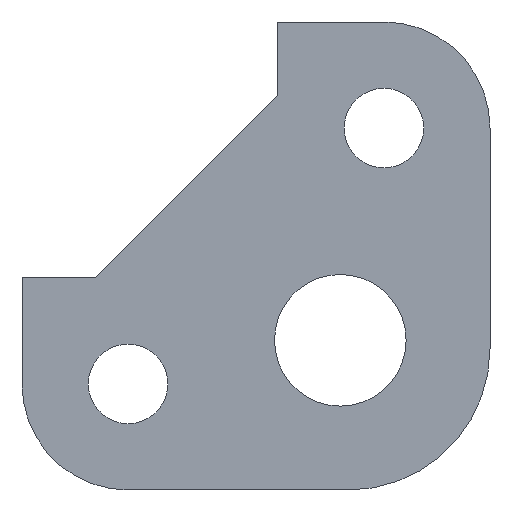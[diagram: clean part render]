
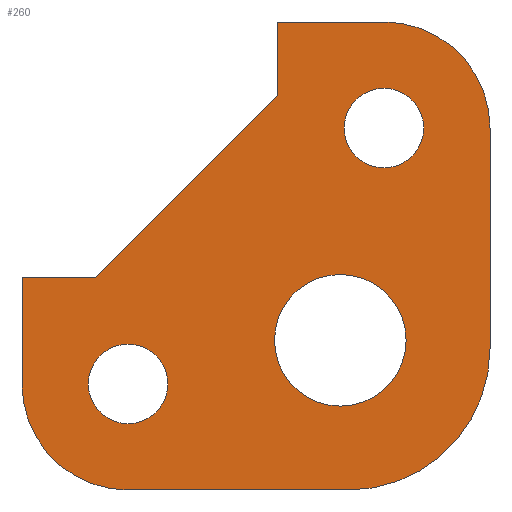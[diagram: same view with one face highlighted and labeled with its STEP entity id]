
A CAD part, front view. The second image highlights one B-rep face of the part: STEP entity #260.
In plain terms, the highlighted planar face has unit normal (0, -1, 0).
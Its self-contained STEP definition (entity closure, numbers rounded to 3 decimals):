
#3 = DIRECTION ( 'NONE',  ( 0., 0., -1. ) ) ;
#6 = AXIS2_PLACEMENT_3D ( 'NONE', #304, #356, #3 ) ;
#7 = DIRECTION ( 'NONE',  ( 0., 0., -1. ) ) ;
#10 = EDGE_CURVE ( 'NONE', #440, #247, #340, .T. ) ;
#12 = CIRCLE ( 'NONE', #6, 2.25 ) ;
#15 = VERTEX_POINT ( 'NONE', #436 ) ;
#17 = CARTESIAN_POINT ( 'NONE',  ( 4.321, 0., -8.041 ) ) ;
#24 = EDGE_CURVE ( 'NONE', #443, #490, #322, .T. ) ;
#47 = DIRECTION ( 'NONE',  ( 0., 0., -1. ) ) ;
#48 = VERTEX_POINT ( 'NONE', #333 ) ;
#51 = CARTESIAN_POINT ( 'NONE',  ( 6.786, 0., 13.679 ) ) ;
#52 = CARTESIAN_POINT ( 'NONE',  ( 6.786, 0., 7.679 ) ) ;
#57 = LINE ( 'NONE', #301, #648 ) ;
#72 = CIRCLE ( 'NONE', #325, 3.72 ) ;
#75 = ORIENTED_EDGE ( 'NONE', *, *, #400, .F. ) ;
#95 = DIRECTION ( 'NONE',  ( 0.707, 0., 0.707 ) ) ;
#98 = EDGE_CURVE ( 'NONE', #48, #387, #593, .T. ) ;
#104 = VERTEX_POINT ( 'NONE', #215 ) ;
#113 = ORIENTED_EDGE ( 'NONE', *, *, #10, .F. ) ;
#117 = CARTESIAN_POINT ( 'NONE',  ( 6.786, 0., 7.679 ) ) ;
#125 = CARTESIAN_POINT ( 'NONE',  ( 6.786, 0., 13.679 ) ) ;
#138 = ORIENTED_EDGE ( 'NONE', *, *, #192, .F. ) ;
#147 = VERTEX_POINT ( 'NONE', #674 ) ;
#161 = CIRCLE ( 'NONE', #678, 6. ) ;
#169 = DIRECTION ( 'NONE',  ( 0., 0., -1. ) ) ;
#171 = CARTESIAN_POINT ( 'NONE',  ( 4.321, 0., -0.601 ) ) ;
#181 = EDGE_CURVE ( 'NONE', #697, #462, #374, .T. ) ;
#183 = DIRECTION ( 'NONE',  ( -1., 0., 0. ) ) ;
#192 = EDGE_CURVE ( 'NONE', #490, #443, #72, .T. ) ;
#198 = AXIS2_PLACEMENT_3D ( 'NONE', #117, #414, #169 ) ;
#215 = CARTESIAN_POINT ( 'NONE',  ( 6.786, 0., 5.429 ) ) ;
#217 = CIRCLE ( 'NONE', #529, 2.25 ) ;
#224 = DIRECTION ( 'NONE',  ( 0., -1., 0. ) ) ;
#234 = DIRECTION ( 'NONE',  ( 1., 0., 0. ) ) ;
#237 = DIRECTION ( 'NONE',  ( 0., 1., 0. ) ) ;
#239 = FACE_BOUND ( 'NONE', #367, .T. ) ;
#243 = CARTESIAN_POINT ( 'NONE',  ( 0.786, 0., 9.514 ) ) ;
#246 = LINE ( 'NONE', #712, #719 ) ;
#247 = VERTEX_POINT ( 'NONE', #687 ) ;
#249 = VERTEX_POINT ( 'NONE', #743 ) ;
#250 = AXIS2_PLACEMENT_3D ( 'NONE', #725, #381, #492 ) ;
#251 = CARTESIAN_POINT ( 'NONE',  ( 4.786, 0., -12.786 ) ) ;
#256 = FACE_BOUND ( 'NONE', #527, .T. ) ;
#259 = EDGE_CURVE ( 'NONE', #463, #283, #638, .T. ) ;
#260 = ADVANCED_FACE ( 'NONE', ( #585, #256, #239, #432 ), #630, .T. ) ;
#263 = DIRECTION ( 'NONE',  ( 0., 0., -1. ) ) ;
#271 = LINE ( 'NONE', #125, #353 ) ;
#276 = EDGE_CURVE ( 'NONE', #104, #661, #355, .T. ) ;
#277 = CARTESIAN_POINT ( 'NONE',  ( -7.679, 0., -6.786 ) ) ;
#283 = VERTEX_POINT ( 'NONE', #707 ) ;
#284 = ORIENTED_EDGE ( 'NONE', *, *, #319, .F. ) ;
#288 = AXIS2_PLACEMENT_3D ( 'NONE', #572, #452, #263 ) ;
#291 = DIRECTION ( 'NONE',  ( 0., 0., -1. ) ) ;
#301 = CARTESIAN_POINT ( 'NONE',  ( 0.786, 0., 9.514 ) ) ;
#302 = EDGE_CURVE ( 'NONE', #661, #104, #217, .T. ) ;
#304 = CARTESIAN_POINT ( 'NONE',  ( -7.679, 0., -6.786 ) ) ;
#319 = EDGE_CURVE ( 'NONE', #387, #147, #57, .T. ) ;
#322 = CIRCLE ( 'NONE', #288, 3.72 ) ;
#324 = ORIENTED_EDGE ( 'NONE', *, *, #276, .F. ) ;
#325 = AXIS2_PLACEMENT_3D ( 'NONE', #344, #409, #47 ) ;
#328 = VECTOR ( 'NONE', #95, 1000. ) ;
#333 = CARTESIAN_POINT ( 'NONE',  ( -9.514, 0., -0.786 ) ) ;
#335 = EDGE_CURVE ( 'NONE', #249, #463, #161, .T. ) ;
#340 = CIRCLE ( 'NONE', #250, 6. ) ;
#341 = CARTESIAN_POINT ( 'NONE',  ( -13.679, 0., -6.786 ) ) ;
#344 = CARTESIAN_POINT ( 'NONE',  ( 4.321, 0., -4.321 ) ) ;
#351 = CARTESIAN_POINT ( 'NONE',  ( -13.679, 0., -0.786 ) ) ;
#353 = VECTOR ( 'NONE', #456, 1000. ) ;
#354 = EDGE_CURVE ( 'NONE', #15, #547, #495, .T. ) ;
#355 = CIRCLE ( 'NONE', #198, 2.25 ) ;
#356 = DIRECTION ( 'NONE',  ( 0., -1., 0. ) ) ;
#359 = CARTESIAN_POINT ( 'NONE',  ( -13.679, 0., -6.786 ) ) ;
#360 = AXIS2_PLACEMENT_3D ( 'NONE', #531, #475, #702 ) ;
#366 = EDGE_LOOP ( 'NONE', ( #586, #526, #517, #708, #539, #75, #113, #715, #284, #482 ) ) ;
#367 = EDGE_LOOP ( 'NONE', ( #422, #324 ) ) ;
#371 = CARTESIAN_POINT ( 'NONE',  ( -7.679, 0., -4.536 ) ) ;
#374 = CIRCLE ( 'NONE', #706, 2.25 ) ;
#376 = EDGE_CURVE ( 'NONE', #462, #697, #12, .T. ) ;
#381 = DIRECTION ( 'NONE',  ( 0., 1., 0. ) ) ;
#387 = VERTEX_POINT ( 'NONE', #243 ) ;
#389 = ORIENTED_EDGE ( 'NONE', *, *, #24, .F. ) ;
#400 = EDGE_CURVE ( 'NONE', #247, #15, #246, .T. ) ;
#409 = DIRECTION ( 'NONE',  ( 0., -1., 0. ) ) ;
#414 = DIRECTION ( 'NONE',  ( 0., -1., 0. ) ) ;
#418 = CARTESIAN_POINT ( 'NONE',  ( -7.679, 0., -6.786 ) ) ;
#422 = ORIENTED_EDGE ( 'NONE', *, *, #302, .F. ) ;
#432 = FACE_OUTER_BOUND ( 'NONE', #366, .T. ) ;
#436 = CARTESIAN_POINT ( 'NONE',  ( 12.786, 0., -4.786 ) ) ;
#440 = VERTEX_POINT ( 'NONE', #51 ) ;
#443 = VERTEX_POINT ( 'NONE', #171 ) ;
#448 = LINE ( 'NONE', #351, #693 ) ;
#452 = DIRECTION ( 'NONE',  ( 0., -1., 0. ) ) ;
#456 = DIRECTION ( 'NONE',  ( 1., 0., 0. ) ) ;
#460 = DIRECTION ( 'NONE',  ( 0., 0., 1. ) ) ;
#462 = VERTEX_POINT ( 'NONE', #478 ) ;
#463 = VERTEX_POINT ( 'NONE', #359 ) ;
#465 = DIRECTION ( 'NONE',  ( 0., 0., -1. ) ) ;
#474 = AXIS2_PLACEMENT_3D ( 'NONE', #690, #745, #291 ) ;
#475 = DIRECTION ( 'NONE',  ( 0., 1., 0. ) ) ;
#478 = CARTESIAN_POINT ( 'NONE',  ( -7.679, 0., -9.036 ) ) ;
#482 = ORIENTED_EDGE ( 'NONE', *, *, #98, .F. ) ;
#483 = EDGE_LOOP ( 'NONE', ( #389, #138 ) ) ;
#488 = DIRECTION ( 'NONE',  ( 0., 0., -1. ) ) ;
#490 = VERTEX_POINT ( 'NONE', #17 ) ;
#492 = DIRECTION ( 'NONE',  ( 0., 0., -1. ) ) ;
#495 = CIRCLE ( 'NONE', #360, 8. ) ;
#517 = ORIENTED_EDGE ( 'NONE', *, *, #335, .F. ) ;
#518 = EDGE_CURVE ( 'NONE', #547, #249, #550, .T. ) ;
#526 = ORIENTED_EDGE ( 'NONE', *, *, #259, .F. ) ;
#527 = EDGE_LOOP ( 'NONE', ( #666, #632 ) ) ;
#529 = AXIS2_PLACEMENT_3D ( 'NONE', #52, #700, #758 ) ;
#531 = CARTESIAN_POINT ( 'NONE',  ( 4.786, 0., -4.786 ) ) ;
#539 = ORIENTED_EDGE ( 'NONE', *, *, #354, .F. ) ;
#547 = VERTEX_POINT ( 'NONE', #251 ) ;
#550 = LINE ( 'NONE', #759, #565 ) ;
#560 = CARTESIAN_POINT ( 'NONE',  ( -9.514, 0., -0.786 ) ) ;
#565 = VECTOR ( 'NONE', #183, 1000. ) ;
#572 = CARTESIAN_POINT ( 'NONE',  ( 4.321, 0., -4.321 ) ) ;
#585 = FACE_BOUND ( 'NONE', #483, .T. ) ;
#586 = ORIENTED_EDGE ( 'NONE', *, *, #590, .F. ) ;
#590 = EDGE_CURVE ( 'NONE', #283, #48, #448, .T. ) ;
#593 = LINE ( 'NONE', #560, #328 ) ;
#602 = VECTOR ( 'NONE', #460, 1000. ) ;
#630 = PLANE ( 'NONE',  #474 ) ;
#632 = ORIENTED_EDGE ( 'NONE', *, *, #376, .F. ) ;
#638 = LINE ( 'NONE', #341, #602 ) ;
#648 = VECTOR ( 'NONE', #710, 1000. ) ;
#661 = VERTEX_POINT ( 'NONE', #763 ) ;
#666 = ORIENTED_EDGE ( 'NONE', *, *, #181, .F. ) ;
#674 = CARTESIAN_POINT ( 'NONE',  ( 0.786, 0., 13.679 ) ) ;
#678 = AXIS2_PLACEMENT_3D ( 'NONE', #418, #237, #7 ) ;
#687 = CARTESIAN_POINT ( 'NONE',  ( 12.786, 0., 7.679 ) ) ;
#690 = CARTESIAN_POINT ( 'NONE',  ( 6.786, 0., 7.679 ) ) ;
#692 = EDGE_CURVE ( 'NONE', #147, #440, #271, .T. ) ;
#693 = VECTOR ( 'NONE', #234, 1000. ) ;
#697 = VERTEX_POINT ( 'NONE', #371 ) ;
#700 = DIRECTION ( 'NONE',  ( 0., -1., 0. ) ) ;
#702 = DIRECTION ( 'NONE',  ( 0., 0., -1. ) ) ;
#706 = AXIS2_PLACEMENT_3D ( 'NONE', #277, #224, #465 ) ;
#707 = CARTESIAN_POINT ( 'NONE',  ( -13.679, 0., -0.786 ) ) ;
#708 = ORIENTED_EDGE ( 'NONE', *, *, #518, .F. ) ;
#710 = DIRECTION ( 'NONE',  ( 0., 0., 1. ) ) ;
#712 = CARTESIAN_POINT ( 'NONE',  ( 12.786, 0., -4.786 ) ) ;
#715 = ORIENTED_EDGE ( 'NONE', *, *, #692, .F. ) ;
#719 = VECTOR ( 'NONE', #488, 1000. ) ;
#725 = CARTESIAN_POINT ( 'NONE',  ( 6.786, 0., 7.679 ) ) ;
#743 = CARTESIAN_POINT ( 'NONE',  ( -7.679, 0., -12.786 ) ) ;
#745 = DIRECTION ( 'NONE',  ( 0., -1., 0. ) ) ;
#758 = DIRECTION ( 'NONE',  ( 0., 0., -1. ) ) ;
#759 = CARTESIAN_POINT ( 'NONE',  ( 4.786, 0., -12.786 ) ) ;
#763 = CARTESIAN_POINT ( 'NONE',  ( 6.786, 0., 9.929 ) ) ;
